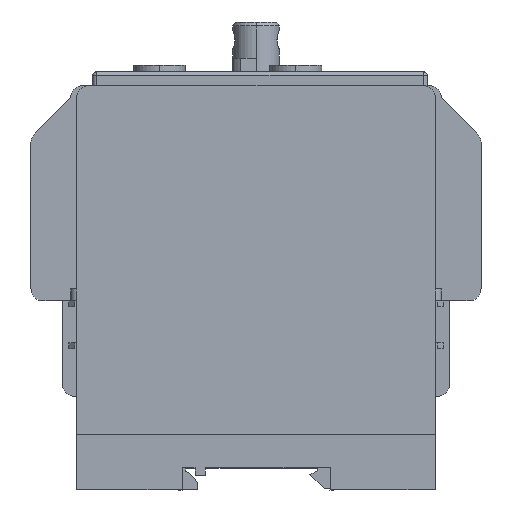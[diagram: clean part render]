
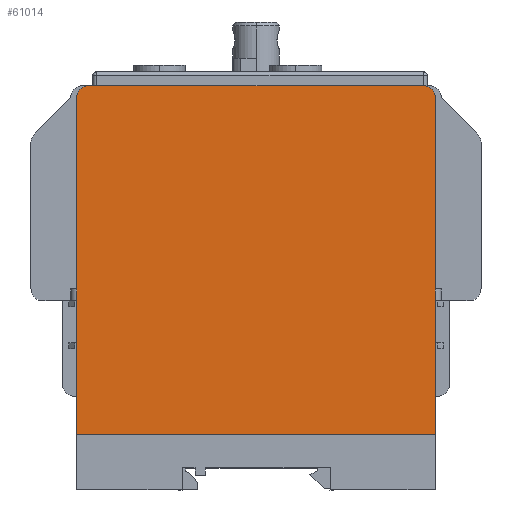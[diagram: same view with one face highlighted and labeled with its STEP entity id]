
A CAD part, left-side view. The second image highlights one B-rep face of the part: STEP entity #61014.
In plain terms, the highlighted planar face has unit normal (-1, 0, 0).
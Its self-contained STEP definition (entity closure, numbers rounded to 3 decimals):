
#14460=DIRECTION('',(0.,0.,1.));
#14461=VECTOR('',#14460,33.5);
#14462=CARTESIAN_POINT('',(-38.131,-44.797,
-33.624));
#14463=LINE('',#14462,#14461);
#15171=DIRECTION('',(0.,1.,0.));
#15172=VECTOR('',#15171,90.);
#15173=CARTESIAN_POINT('',(-38.131,-44.797,
-33.624));
#15174=LINE('',#15173,#15172);
#15175=CARTESIAN_POINT('',(-38.131,42.203,
50.876));
#15176=DIRECTION('',(1.,0.,0.));
#15177=DIRECTION('',(0.,1.,0.));
#15178=AXIS2_PLACEMENT_3D('',#15175,#15176,#15177);
#15180=CARTESIAN_POINT('',(-38.131,-41.797,
50.876));
#15181=DIRECTION('',(1.,0.,0.));
#15182=DIRECTION('',(0.,0.,1.));
#15183=AXIS2_PLACEMENT_3D('',#15180,#15181,#15182);
#15185=DIRECTION('',(0.,0.,-1.));
#15186=VECTOR('',#15185,33.5);
#15187=CARTESIAN_POINT('',(-38.131,45.203,
-0.124));
#15188=LINE('',#15187,#15186);
#16085=DIRECTION('',(0.,0.,-1.));
#16086=VECTOR('',#16085,3.);
#16087=CARTESIAN_POINT('',(-38.131,45.203,
2.876));
#16088=LINE('',#16087,#16086);
#16604=DIRECTION('',(0.,0.,1.));
#16605=VECTOR('',#16604,48.);
#16606=CARTESIAN_POINT('',(-38.131,-44.797,
2.876));
#16607=LINE('',#16606,#16605);
#16616=DIRECTION('',(0.,1.,0.));
#16617=VECTOR('',#16616,84.);
#16618=CARTESIAN_POINT('',(-38.131,-41.797,
53.876));
#16619=LINE('',#16618,#16617);
#16628=DIRECTION('',(0.,0.,-1.));
#16629=VECTOR('',#16628,48.);
#16630=CARTESIAN_POINT('',(-38.131,45.203,
50.876));
#16631=LINE('',#16630,#16629);
#23446=DIRECTION('',(0.,0.,1.));
#23447=VECTOR('',#23446,3.);
#23448=CARTESIAN_POINT('',(-38.131,-44.797,
-0.124));
#23449=LINE('',#23448,#23447);
#28041=CARTESIAN_POINT('',(-38.131,45.203,
2.876));
#28042=VERTEX_POINT('',#28041);
#28373=CARTESIAN_POINT('',(-38.131,-44.797,
2.876));
#28374=VERTEX_POINT('',#28373);
#28379=CARTESIAN_POINT('',(-38.131,45.203,
50.876));
#28380=VERTEX_POINT('',#28379);
#28381=CARTESIAN_POINT('',(-38.131,42.203,
53.876));
#28382=VERTEX_POINT('',#28381);
#28383=CARTESIAN_POINT('',(-38.131,-41.797,
53.876));
#28384=VERTEX_POINT('',#28383);
#28385=CARTESIAN_POINT('',(-38.131,-44.797,
50.876));
#28386=VERTEX_POINT('',#28385);
#28696=CARTESIAN_POINT('',(-38.131,-44.797,
-0.124));
#28698=VERTEX_POINT('',#28696);
#28852=CARTESIAN_POINT('',(-38.131,45.203,
-0.124));
#28853=VERTEX_POINT('',#28852);
#28880=CARTESIAN_POINT('',(-38.131,-44.797,
-33.624));
#28881=CARTESIAN_POINT('',(-38.131,45.203,
-33.624));
#28882=VERTEX_POINT('',#28880);
#28883=VERTEX_POINT('',#28881);
#60989=CARTESIAN_POINT('',(-38.131,0.203,
26.876));
#60990=DIRECTION('',(1.,0.,0.));
#60991=DIRECTION('',(0.,-1.,0.));
#60992=AXIS2_PLACEMENT_3D('',#60989,#60990,#60991);
#60993=PLANE('',#60992);
#60994=ORIENTED_EDGE('',*,*,#60142,.F.);
#60995=ORIENTED_EDGE('',*,*,#44895,.T.);
#60997=ORIENTED_EDGE('',*,*,#60996,.F.);
#60999=ORIENTED_EDGE('',*,*,#60998,.F.);
#61001=ORIENTED_EDGE('',*,*,#61000,.F.);
#61003=ORIENTED_EDGE('',*,*,#61002,.T.);
#61005=ORIENTED_EDGE('',*,*,#61004,.F.);
#61007=ORIENTED_EDGE('',*,*,#61006,.T.);
#61009=ORIENTED_EDGE('',*,*,#61008,.F.);
#61011=ORIENTED_EDGE('',*,*,#61010,.F.);
#61012=EDGE_LOOP('',(#60994,#60995,#60997,#60999,#61001,#61003,#61005,#61007,
#61009,#61011));
#61013=FACE_OUTER_BOUND('',#61012,.F.);
#15179=CIRCLE('',#15178,3.);
#15184=CIRCLE('',#15183,3.);
#44895=EDGE_CURVE('',#28882,#28883,#15174,.T.);
#60142=EDGE_CURVE('',#28882,#28698,#14463,.T.);
#60996=EDGE_CURVE('',#28853,#28883,#15188,.T.);
#60998=EDGE_CURVE('',#28042,#28853,#16088,.T.);
#61000=EDGE_CURVE('',#28380,#28042,#16631,.T.);
#61002=EDGE_CURVE('',#28380,#28382,#15179,.T.);
#61004=EDGE_CURVE('',#28384,#28382,#16619,.T.);
#61006=EDGE_CURVE('',#28384,#28386,#15184,.T.);
#61008=EDGE_CURVE('',#28374,#28386,#16607,.T.);
#61010=EDGE_CURVE('',#28698,#28374,#23449,.T.);
#61014=ADVANCED_FACE('',(#61013),#60993,.F.);
